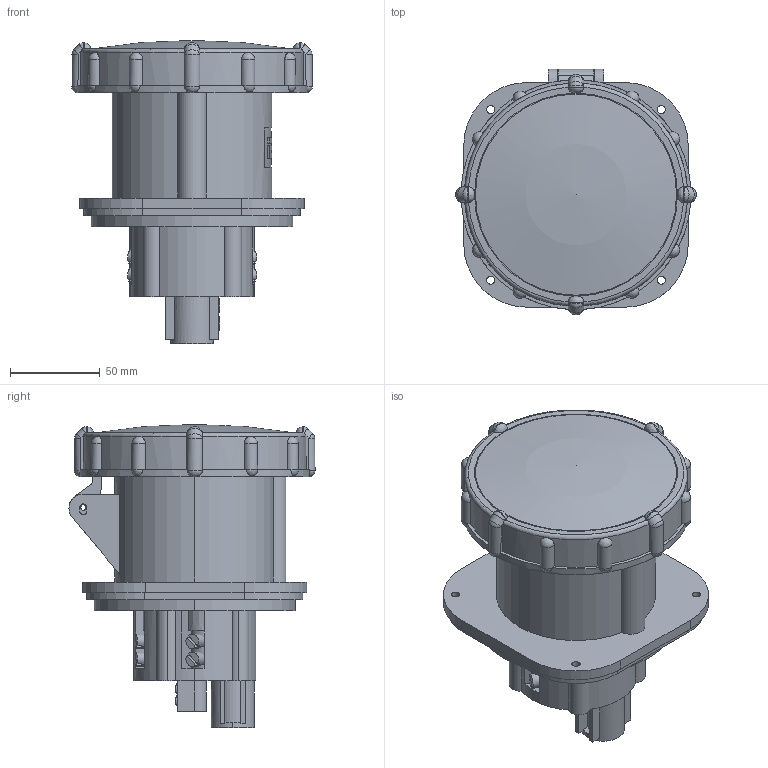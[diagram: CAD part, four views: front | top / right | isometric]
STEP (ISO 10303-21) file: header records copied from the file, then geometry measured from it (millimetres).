
FILE_DESCRIPTION (( 'STEP AP214' ), '1' );
FILE_NAME ('PSN70-125-5-2-67 Ðîçåòêà âñ. MAGNUM ÑÑÈ-445 125À-6÷_200-415Â 3P+PE+N IP67 IEK1.STEP', '2025-09-04T11:00:53', ( '' ), ( '' ), 'SwSTEP 2.0', 'SolidWorks 2022', '' );
FILE_SCHEMA (( 'AUTOMOTIVE_DESIGN' ));
Length unit declared in the file: millimetre
Products named in the file (1): PSN70-125-5-2-67 Розетка вс. MAGNUM ССИ-445 125А-6ч_200-415В 3P+PE+N IP67 IEK1
Bounding box: 133.97 x 136.98 x 168.71 mm (x, y, z)
Volume: 718277.1 mm3; surface area: 214291 mm2
Topology: 15 solids, 15 shells, 705 faces, 1817 edges, 1156 vertices
Faces by surface type: plane 352, cylinder 228, cone 50, bspline 41, torus 32, sphere 2
Entity records: 26415 total; most frequent: CARTESIAN_POINT 9371, ORIENTED_EDGE 3526, DIRECTION 3428, EDGE_CURVE 1763, AXIS2_PLACEMENT_3D 1283, VERTEX_POINT 1152, LINE 862, VECTOR 862
